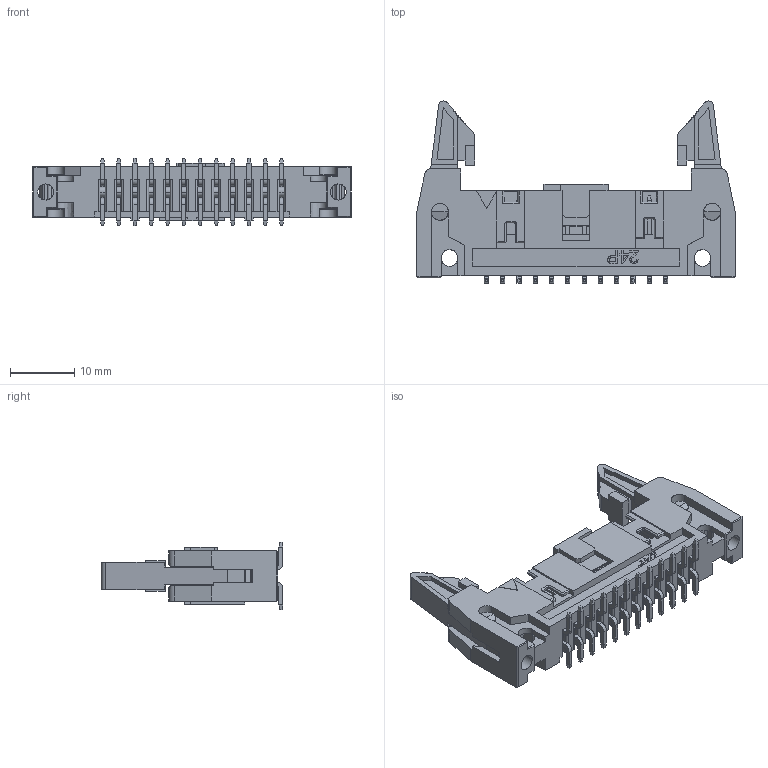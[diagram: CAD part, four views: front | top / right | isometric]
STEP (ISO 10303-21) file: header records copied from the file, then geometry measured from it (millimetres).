
FILE_DESCRIPTION( ('This file contains a STEP AP42 implementation' ,'as created by ZW3D STEP Interface translator.') ,'2;1' );
FILE_NAME( '3210-XXMXXBSX1.stp' ,'231128.162752', (''), ('ZWCAD Software Co.'), 'Version 1.0', 'ZW3D to STEP translator', '' );
FILE_SCHEMA(('AUTOMOTIVE_DESIGN { 1 0 10303 214 1 1 1 1 }'));
Length unit declared in the file: millimetre
Products named in the file (2): 0; 3210-24MXXBSP1
Bounding box: 49.68 x 28.4 x 10.5 mm (x, y, z)
Volume: 3706.2 mm3; surface area: 6531.4 mm2
Topology: 2 solids, 2 shells, 1258 faces, 3467 edges, 2194 vertices
Faces by surface type: plane 1029, cylinder 181, bspline 40, cone 8
Full cylindrical faces by diameter (mm): 2.6 x2
Entity records: 50284 total; most frequent: CARTESIAN_POINT 21951, ORIENTED_EDGE 6926, DIRECTION 3648, EDGE_CURVE 3463, B_SPLINE_CURVE_WITH_KNOTS 2414, VERTEX_POINT 2194, AXIS2_PLACEMENT_3D 1396, EDGE_LOOP 1303
